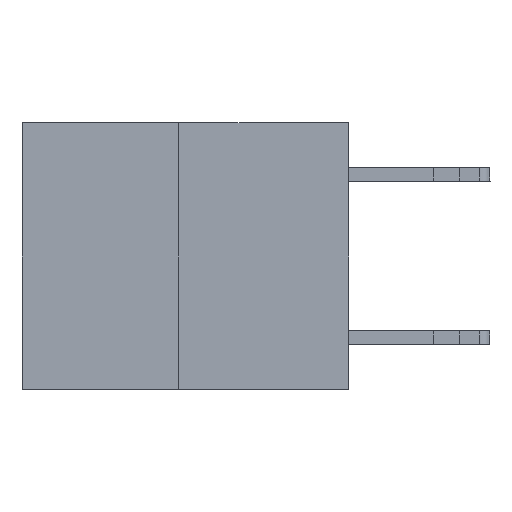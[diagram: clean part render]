
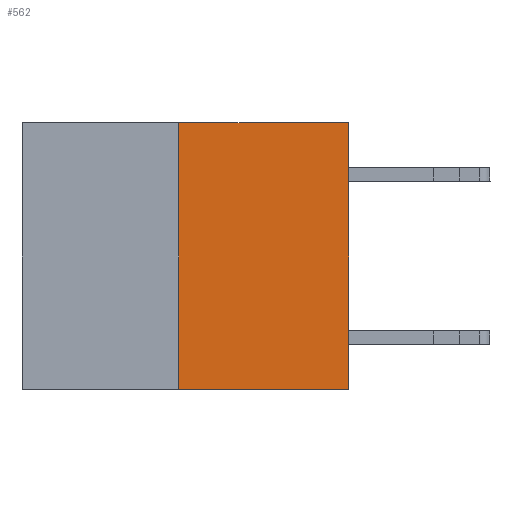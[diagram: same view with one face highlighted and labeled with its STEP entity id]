
A CAD part, left-side view. The second image highlights one B-rep face of the part: STEP entity #562.
In plain terms, the highlighted planar face has unit normal (-1, 0, 0).
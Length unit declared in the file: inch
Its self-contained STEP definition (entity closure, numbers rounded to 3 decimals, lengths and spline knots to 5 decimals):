
#562 = ADVANCED_FACE ( 'NONE', ( #13287 ), #22784, .F. ) ;
#2144 = VERTEX_POINT ( 'NONE', #9630 ) ;
#2842 = LINE ( 'NONE', #15959, #21342 ) ;
#2871 = CARTESIAN_POINT ( 'NONE',  ( 0., 0., 0. ) ) ;
#3078 = ORIENTED_EDGE ( 'NONE', *, *, #21611, .T. ) ;
#4326 = VERTEX_POINT ( 'NONE', #17158 ) ;
#5568 = DIRECTION ( 'NONE',  ( 1., 0., 0. ) ) ;
#6447 = DIRECTION ( 'NONE',  ( 0., 0., 1. ) ) ;
#8218 = ORIENTED_EDGE ( 'NONE', *, *, #24286, .F. ) ;
#9308 = CARTESIAN_POINT ( 'NONE',  ( 0., 0.6, 0. ) ) ;
#9630 = CARTESIAN_POINT ( 'NONE',  ( 0., 0., -0.49 ) ) ;
#10699 = EDGE_CURVE ( 'NONE', #18158, #4326, #17107, .T. ) ;
#10722 = CARTESIAN_POINT ( 'NONE',  ( 0., 0.312, -0.49 ) ) ;
#10732 = VECTOR ( 'NONE', #23570, 39.37008 ) ;
#10966 = AXIS2_PLACEMENT_3D ( 'NONE', #9308, #5568, #13149 ) ;
#12396 = ORIENTED_EDGE ( 'NONE', *, *, #10699, .F. ) ;
#13149 = DIRECTION ( 'NONE',  ( 0., 0., -1. ) ) ;
#13287 = FACE_OUTER_BOUND ( 'NONE', #13642, .T. ) ;
#13455 = CARTESIAN_POINT ( 'NONE',  ( 0., 0.312, 0. ) ) ;
#13642 = EDGE_LOOP ( 'NONE', ( #8218, #3078, #24920, #12396 ) ) ;
#13718 = DIRECTION ( 'NONE',  ( 0., -1., 0. ) ) ;
#14717 = VECTOR ( 'NONE', #13718, 39.37008 ) ;
#15959 = CARTESIAN_POINT ( 'NONE',  ( 0., 0.312, -0.49 ) ) ;
#17107 = LINE ( 'NONE', #17506, #14717 ) ;
#17158 = CARTESIAN_POINT ( 'NONE',  ( 0., 0., 0. ) ) ;
#17506 = CARTESIAN_POINT ( 'NONE',  ( 0., 0.6, 0. ) ) ;
#18158 = VERTEX_POINT ( 'NONE', #13455 ) ;
#19666 = VECTOR ( 'NONE', #23537, 39.37008 ) ;
#19746 = CARTESIAN_POINT ( 'NONE',  ( 0., 0.6, -0.49 ) ) ;
#21342 = VECTOR ( 'NONE', #6447, 39.37008 ) ;
#21611 = EDGE_CURVE ( 'NONE', #22256, #2144, #24340, .T. ) ;
#22256 = VERTEX_POINT ( 'NONE', #10722 ) ;
#22784 = PLANE ( 'NONE',  #10966 ) ;
#23399 = EDGE_CURVE ( 'NONE', #2144, #4326, #24847, .T. ) ;
#23537 = DIRECTION ( 'NONE',  ( 0., 0., 1. ) ) ;
#23570 = DIRECTION ( 'NONE',  ( 0., -1., 0. ) ) ;
#24286 = EDGE_CURVE ( 'NONE', #22256, #18158, #2842, .T. ) ;
#24340 = LINE ( 'NONE', #19746, #10732 ) ;
#24847 = LINE ( 'NONE', #2871, #19666 ) ;
#24920 = ORIENTED_EDGE ( 'NONE', *, *, #23399, .T. ) ;
